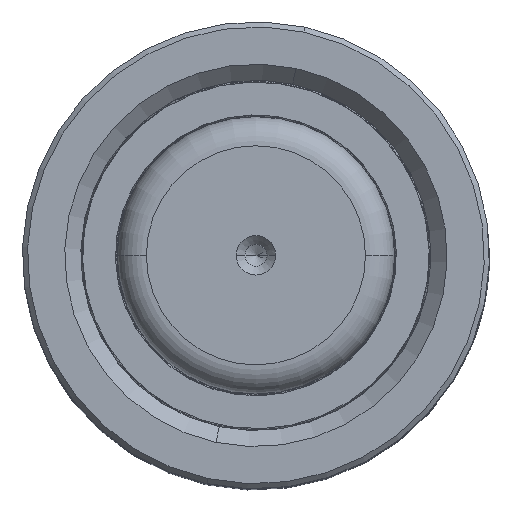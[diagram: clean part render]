
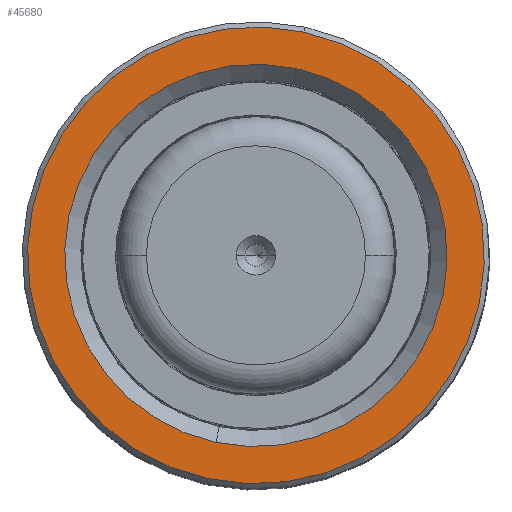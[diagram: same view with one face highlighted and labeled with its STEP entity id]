
A CAD part, top view. The second image highlights one B-rep face of the part: STEP entity #45680.
In plain terms, the highlighted planar face has unit normal (0, 0, 1).
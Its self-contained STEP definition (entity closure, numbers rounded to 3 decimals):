
#3316 = ORIENTED_EDGE ( 'NONE', *, *, #52541, .T. ) ;
#5256 = DIRECTION ( 'NONE',  ( 0., 0., 1. ) ) ;
#6893 = CARTESIAN_POINT ( 'NONE',  ( 31.3, 0., 100. ) ) ;
#7088 = DIRECTION ( 'NONE',  ( 0., 0., 1. ) ) ;
#8010 = EDGE_LOOP ( 'NONE', ( #3316, #11242 ) ) ;
#9984 = AXIS2_PLACEMENT_3D ( 'NONE', #22239, #37572, #42212 ) ;
#10590 = VERTEX_POINT ( 'NONE', #53569 ) ;
#11242 = ORIENTED_EDGE ( 'NONE', *, *, #16535, .T. ) ;
#11300 = PLANE ( 'NONE',  #13730 ) ;
#13008 = ORIENTED_EDGE ( 'NONE', *, *, #24113, .T. ) ;
#13730 = AXIS2_PLACEMENT_3D ( 'NONE', #36062, #5256, #61070 ) ;
#13926 = EDGE_CURVE ( 'NONE', #20971, #45224, #32220, .T. ) ;
#14337 = DIRECTION ( 'NONE',  ( 0., 0., -1. ) ) ;
#14764 = CARTESIAN_POINT ( 'NONE',  ( 0., 0., 100. ) ) ;
#16535 = EDGE_CURVE ( 'NONE', #51872, #10590, #23735, .T. ) ;
#17039 = AXIS2_PLACEMENT_3D ( 'NONE', #42145, #7088, #17312 ) ;
#17312 = DIRECTION ( 'NONE',  ( 1., 0., 0. ) ) ;
#20131 = AXIS2_PLACEMENT_3D ( 'NONE', #45002, #40374, #29955 ) ;
#20306 = DIRECTION ( 'NONE',  ( 1., 0., 0. ) ) ;
#20971 = VERTEX_POINT ( 'NONE', #52421 ) ;
#22239 = CARTESIAN_POINT ( 'NONE',  ( 0., 0., 100. ) ) ;
#23735 = CIRCLE ( 'NONE', #17039, 31.3 ) ;
#24113 = EDGE_CURVE ( 'NONE', #45224, #20971, #34551, .T. ) ;
#26917 = FACE_OUTER_BOUND ( 'NONE', #8010, .T. ) ;
#28972 = CIRCLE ( 'NONE', #9984, 31.3 ) ;
#29752 = AXIS2_PLACEMENT_3D ( 'NONE', #14764, #14337, #20306 ) ;
#29955 = DIRECTION ( 'NONE',  ( 1., 0., 0. ) ) ;
#32220 = CIRCLE ( 'NONE', #29752, 26.2 ) ;
#34551 = CIRCLE ( 'NONE', #20131, 26.2 ) ;
#36062 = CARTESIAN_POINT ( 'NONE',  ( 0., 0., 100. ) ) ;
#37572 = DIRECTION ( 'NONE',  ( 0., 0., 1. ) ) ;
#40374 = DIRECTION ( 'NONE',  ( 0., 0., -1. ) ) ;
#42145 = CARTESIAN_POINT ( 'NONE',  ( 0., 0., 100. ) ) ;
#42212 = DIRECTION ( 'NONE',  ( 1., 0., 0. ) ) ;
#45002 = CARTESIAN_POINT ( 'NONE',  ( 0., 0., 100. ) ) ;
#45224 = VERTEX_POINT ( 'NONE', #59618 ) ;
#45680 = ADVANCED_FACE ( 'NONE', ( #26917, #46767 ), #11300, .T. ) ;
#46767 = FACE_BOUND ( 'NONE', #57170, .T. ) ;
#51872 = VERTEX_POINT ( 'NONE', #6893 ) ;
#52421 = CARTESIAN_POINT ( 'NONE',  ( -26.2, 0., 100. ) ) ;
#52541 = EDGE_CURVE ( 'NONE', #10590, #51872, #28972, .T. ) ;
#53569 = CARTESIAN_POINT ( 'NONE',  ( -31.3, 0., 100. ) ) ;
#54905 = ORIENTED_EDGE ( 'NONE', *, *, #13926, .T. ) ;
#57170 = EDGE_LOOP ( 'NONE', ( #13008, #54905 ) ) ;
#59618 = CARTESIAN_POINT ( 'NONE',  ( 26.2, 0., 100. ) ) ;
#61070 = DIRECTION ( 'NONE',  ( 1., 0., 0. ) ) ;
